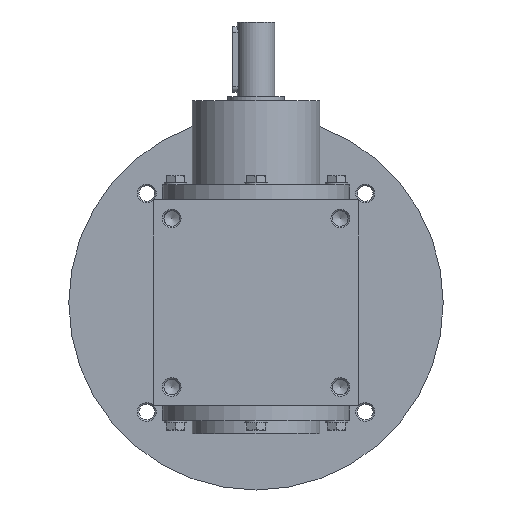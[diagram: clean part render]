
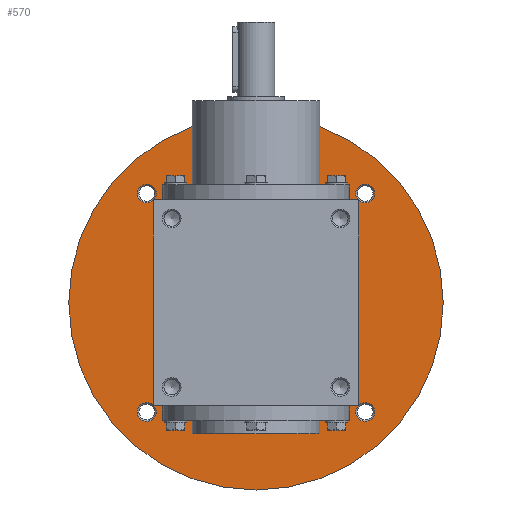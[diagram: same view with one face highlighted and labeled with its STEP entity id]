
A CAD part, left-side view. The second image highlights one B-rep face of the part: STEP entity #570.
In plain terms, the highlighted planar face has unit normal (-1, 0, 0).
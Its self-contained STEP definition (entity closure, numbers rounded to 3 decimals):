
#570 = ADVANCED_FACE( '', ( #1209, #1210, #1211, #1212, #1213, #1214 ), #1215, .F. );
#1209 = FACE_OUTER_BOUND( '', #1892, .T. );
#1210 = FACE_BOUND( '', #1893, .T. );
#1211 = FACE_BOUND( '', #1894, .T. );
#1212 = FACE_BOUND( '', #1895, .T. );
#1213 = FACE_BOUND( '', #1896, .T. );
#1214 = FACE_BOUND( '', #1897, .T. );
#1215 = PLANE( '', #1898 );
#1892 = EDGE_LOOP( '', ( #2968 ) );
#1893 = EDGE_LOOP( '', ( #2969 ) );
#1894 = EDGE_LOOP( '', ( #2970 ) );
#1895 = EDGE_LOOP( '', ( #2971 ) );
#1896 = EDGE_LOOP( '', ( #2972 ) );
#1897 = EDGE_LOOP( '', ( #2973 ) );
#1898 = AXIS2_PLACEMENT_3D( '', #2974, #2975, #2976 );
#2968 = ORIENTED_EDGE( '', *, *, #3712, .F. );
#2969 = ORIENTED_EDGE( '', *, *, #3516, .T. );
#2970 = ORIENTED_EDGE( '', *, *, #3391, .T. );
#2971 = ORIENTED_EDGE( '', *, *, #3630, .T. );
#2972 = ORIENTED_EDGE( '', *, *, #3597, .T. );
#2973 = ORIENTED_EDGE( '', *, *, #3655, .T. );
#2974 = CARTESIAN_POINT( '', ( 37., 50., 0. ) );
#2975 = DIRECTION( '', ( 1., 0., 0. ) );
#2976 = DIRECTION( '', ( 0., 0., -1. ) );
#3391 = EDGE_CURVE( '', #3895, #3895, #3896, .T. );
#3516 = EDGE_CURVE( '', #4102, #4102, #4103, .T. );
#3597 = EDGE_CURVE( '', #4219, #4219, #4220, .T. );
#3630 = EDGE_CURVE( '', #4265, #4265, #4266, .T. );
#3655 = EDGE_CURVE( '', #4297, #4297, #4298, .T. );
#3712 = EDGE_CURVE( '', #4374, #4374, #4375, .T. );
#3895 = VERTEX_POINT( '', #4574 );
#3896 = CIRCLE( '', #4575, 5. );
#4102 = VERTEX_POINT( '', #4839 );
#4103 = CIRCLE( '', #4840, 5. );
#4219 = VERTEX_POINT( '', #4971 );
#4220 = CIRCLE( '', #4972, 5. );
#4265 = VERTEX_POINT( '', #5023 );
#4266 = CIRCLE( '', #5024, 5. );
#4297 = VERTEX_POINT( '', #5055 );
#4298 = CIRCLE( '', #5056, 50. );
#4374 = VERTEX_POINT( '', #5154 );
#4375 = CIRCLE( '', #5155, 100. );
#4574 = CARTESIAN_POINT( '', ( 37., 58.336, -63.336 ) );
#4575 = AXIS2_PLACEMENT_3D( '', #5398, #5399, #5400 );
#4839 = CARTESIAN_POINT( '', ( 37., -58.336, 53.336 ) );
#4840 = AXIS2_PLACEMENT_3D( '', #5628, #5629, #5630 );
#4971 = CARTESIAN_POINT( '', ( 37., 58.336, 53.336 ) );
#4972 = AXIS2_PLACEMENT_3D( '', #5768, #5769, #5770 );
#5023 = CARTESIAN_POINT( '', ( 37., -58.336, -63.336 ) );
#5024 = AXIS2_PLACEMENT_3D( '', #5823, #5824, #5825 );
#5055 = CARTESIAN_POINT( '', ( 37., 0., -50. ) );
#5056 = AXIS2_PLACEMENT_3D( '', #5859, #5860, #5861 );
#5154 = CARTESIAN_POINT( '', ( 37., 0., -100. ) );
#5155 = AXIS2_PLACEMENT_3D( '', #5941, #5942, #5943 );
#5398 = CARTESIAN_POINT( '', ( 37., 58.336, -58.336 ) );
#5399 = DIRECTION( '', ( 1., 0., 0. ) );
#5400 = DIRECTION( '', ( 0., 0., -1. ) );
#5628 = CARTESIAN_POINT( '', ( 37., -58.336, 58.336 ) );
#5629 = DIRECTION( '', ( 1., 0., 0. ) );
#5630 = DIRECTION( '', ( 0., 0., -1. ) );
#5768 = CARTESIAN_POINT( '', ( 37., 58.336, 58.336 ) );
#5769 = DIRECTION( '', ( 1., 0., 0. ) );
#5770 = DIRECTION( '', ( 0., 0., -1. ) );
#5823 = CARTESIAN_POINT( '', ( 37., -58.336, -58.336 ) );
#5824 = DIRECTION( '', ( 1., 0., 0. ) );
#5825 = DIRECTION( '', ( 0., 0., -1. ) );
#5859 = CARTESIAN_POINT( '', ( 37., 0., 0. ) );
#5860 = DIRECTION( '', ( 1., 0., 0. ) );
#5861 = DIRECTION( '', ( 0., 0., -1. ) );
#5941 = CARTESIAN_POINT( '', ( 37., 0., 0. ) );
#5942 = DIRECTION( '', ( 1., 0., 0. ) );
#5943 = DIRECTION( '', ( 0., 0., -1. ) );
